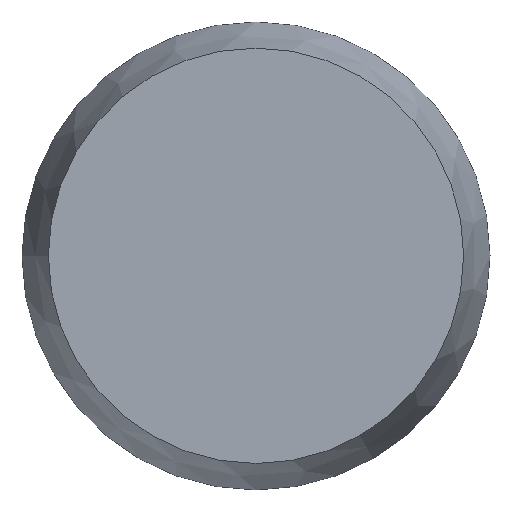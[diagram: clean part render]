
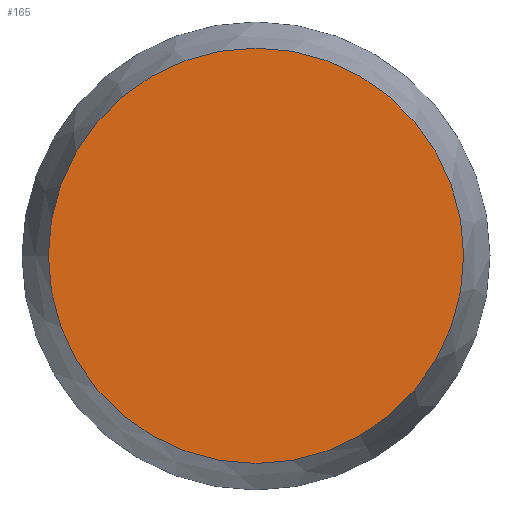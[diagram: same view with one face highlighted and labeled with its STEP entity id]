
A CAD part, top view. The second image highlights one B-rep face of the part: STEP entity #165.
In plain terms, the highlighted planar face has unit normal (0, 0, 1).
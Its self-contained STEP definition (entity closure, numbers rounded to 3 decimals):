
#26=ORIENTED_EDGE('',*,*,#54,.F.);
#54=EDGE_CURVE('',#69,#69,#84,.T.);
#69=VERTEX_POINT('',#295);
#84=CIRCLE('',#196,31.562);
#101=EDGE_LOOP('',(#26));
#131=FACE_BOUND('',#101,.T.);
#158=PLANE('',#197);
#165=ADVANCED_FACE('',(#131),#158,.F.);
#196=AXIS2_PLACEMENT_3D('',#294,#233,#234);
#197=AXIS2_PLACEMENT_3D('',#296,#235,#236);
#233=DIRECTION('',(0.,0.,-1.));
#234=DIRECTION('',(-1.,0.,0.));
#235=DIRECTION('',(0.,0.,-1.));
#236=DIRECTION('',(-1.,0.,0.));
#294=CARTESIAN_POINT('',(0.,0.,10.));
#295=CARTESIAN_POINT('',(-31.562,0.,10.));
#296=CARTESIAN_POINT('',(15.781,0.,10.));
